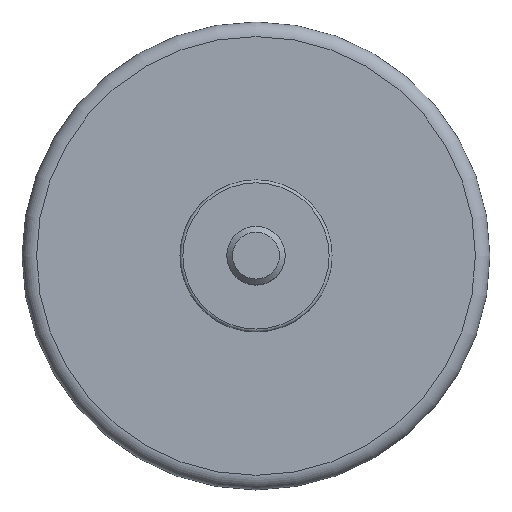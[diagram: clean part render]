
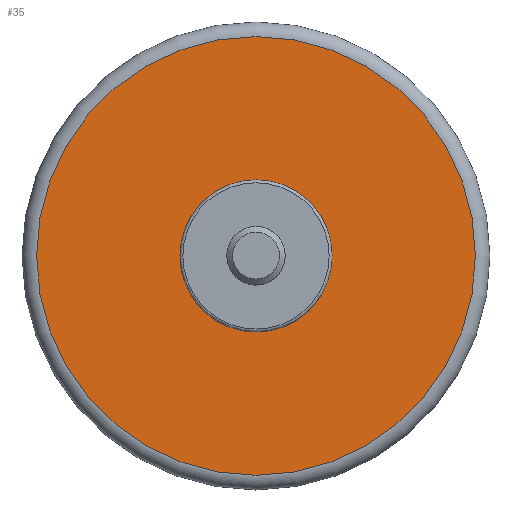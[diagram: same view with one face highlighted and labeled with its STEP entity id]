
A CAD part, top view. The second image highlights one B-rep face of the part: STEP entity #35.
In plain terms, the highlighted planar face has unit normal (0, 0, 1).
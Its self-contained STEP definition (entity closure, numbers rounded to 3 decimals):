
#35 = ADVANCED_FACE( '', ( #74, #75 ), #76, .F. );
#74 = FACE_OUTER_BOUND( '', #123, .T. );
#75 = FACE_BOUND( '', #124, .T. );
#76 = PLANE( '', #125 );
#123 = EDGE_LOOP( '', ( #166 ) );
#124 = EDGE_LOOP( '', ( #167 ) );
#125 = AXIS2_PLACEMENT_3D( '', #168, #169, #170 );
#166 = ORIENTED_EDGE( '', *, *, #230, .T. );
#167 = ORIENTED_EDGE( '', *, *, #231, .F. );
#168 = CARTESIAN_POINT( '', ( 40., 0., 10. ) );
#169 = DIRECTION( '', ( 0., 0., -1. ) );
#170 = DIRECTION( '', ( -1., 0., 0. ) );
#230 = EDGE_CURVE( '', #251, #251, #252, .F. );
#231 = EDGE_CURVE( '', #253, #253, #254, .T. );
#251 = VERTEX_POINT( '', #282 );
#252 = CIRCLE( '', #283, 37.5 );
#253 = VERTEX_POINT( '', #284 );
#254 = CIRCLE( '', #285, 13. );
#282 = CARTESIAN_POINT( '', ( -37.5, 0., 10. ) );
#283 = AXIS2_PLACEMENT_3D( '', #312, #313, #314 );
#284 = CARTESIAN_POINT( '', ( 13., 0., 10. ) );
#285 = AXIS2_PLACEMENT_3D( '', #315, #316, #317 );
#312 = CARTESIAN_POINT( '', ( 0., 0., 10. ) );
#313 = DIRECTION( '', ( 0., 0., -1. ) );
#314 = DIRECTION( '', ( -1., 0., 0. ) );
#315 = CARTESIAN_POINT( '', ( 0., 0., 10. ) );
#316 = DIRECTION( '', ( 0., 0., 1. ) );
#317 = DIRECTION( '', ( 1., 0., 0. ) );
